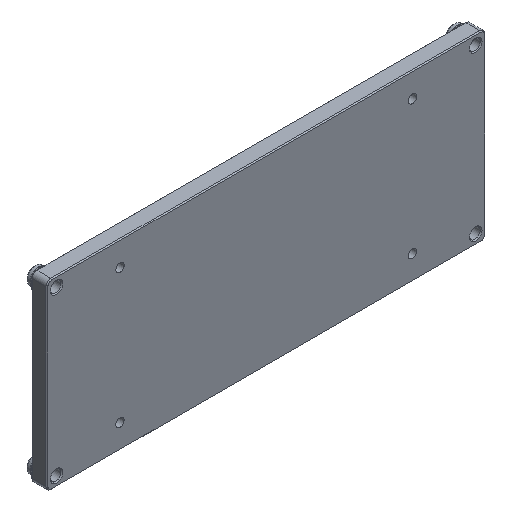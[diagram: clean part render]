
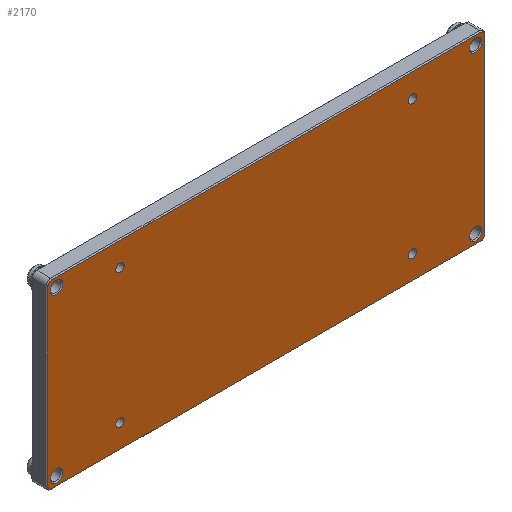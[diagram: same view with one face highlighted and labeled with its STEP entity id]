
A CAD part, isometric view. The second image highlights one B-rep face of the part: STEP entity #2170.
In plain terms, the highlighted planar face has unit normal (0, -1, 0).
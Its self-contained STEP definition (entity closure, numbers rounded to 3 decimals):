
#225=FACE_BOUND('',#415,.T.);
#226=FACE_BOUND('',#416,.T.);
#227=FACE_BOUND('',#417,.T.);
#228=FACE_BOUND('',#418,.T.);
#229=FACE_BOUND('',#419,.T.);
#230=FACE_BOUND('',#420,.T.);
#231=FACE_BOUND('',#421,.T.);
#232=FACE_BOUND('',#422,.T.);
#249=PLANE('',#2334);
#276=FACE_OUTER_BOUND('',#414,.T.);
#414=EDGE_LOOP('',(#1478,#1479,#1480,#1481,#1482,#1483,#1484,#1485));
#415=EDGE_LOOP('',(#1486));
#416=EDGE_LOOP('',(#1487));
#417=EDGE_LOOP('',(#1488));
#418=EDGE_LOOP('',(#1489));
#419=EDGE_LOOP('',(#1490));
#420=EDGE_LOOP('',(#1491));
#421=EDGE_LOOP('',(#1492));
#422=EDGE_LOOP('',(#1493));
#576=LINE('',#3016,#696);
#577=LINE('',#3020,#697);
#578=LINE('',#3024,#698);
#579=LINE('',#3028,#699);
#696=VECTOR('',#2527,10.);
#697=VECTOR('',#2530,10.);
#698=VECTOR('',#2533,10.);
#699=VECTOR('',#2536,10.);
#815=CIRCLE('',#2331,2.55);
#818=CIRCLE('',#2335,1.6);
#819=CIRCLE('',#2336,1.6);
#820=CIRCLE('',#2337,1.6);
#821=CIRCLE('',#2338,1.6);
#822=CIRCLE('',#2339,2.55);
#823=CIRCLE('',#2340,2.55);
#824=CIRCLE('',#2341,1.7);
#825=CIRCLE('',#2342,1.7);
#826=CIRCLE('',#2343,1.7);
#827=CIRCLE('',#2344,1.7);
#828=CIRCLE('',#2345,2.55);
#921=VERTEX_POINT('',#3006);
#924=VERTEX_POINT('',#3014);
#925=VERTEX_POINT('',#3015);
#926=VERTEX_POINT('',#3017);
#927=VERTEX_POINT('',#3019);
#928=VERTEX_POINT('',#3021);
#929=VERTEX_POINT('',#3023);
#930=VERTEX_POINT('',#3025);
#931=VERTEX_POINT('',#3027);
#932=VERTEX_POINT('',#3030);
#933=VERTEX_POINT('',#3032);
#934=VERTEX_POINT('',#3034);
#935=VERTEX_POINT('',#3036);
#936=VERTEX_POINT('',#3038);
#937=VERTEX_POINT('',#3040);
#938=VERTEX_POINT('',#3042);
#1133=EDGE_CURVE('',#921,#921,#815,.T.);
#1137=EDGE_CURVE('',#924,#925,#576,.T.);
#1138=EDGE_CURVE('',#926,#924,#818,.T.);
#1139=EDGE_CURVE('',#927,#926,#577,.T.);
#1140=EDGE_CURVE('',#928,#927,#819,.T.);
#1141=EDGE_CURVE('',#929,#928,#578,.T.);
#1142=EDGE_CURVE('',#930,#929,#820,.T.);
#1143=EDGE_CURVE('',#931,#930,#579,.T.);
#1144=EDGE_CURVE('',#925,#931,#821,.T.);
#1145=EDGE_CURVE('',#932,#932,#822,.T.);
#1146=EDGE_CURVE('',#933,#933,#823,.T.);
#1147=EDGE_CURVE('',#934,#934,#824,.T.);
#1148=EDGE_CURVE('',#935,#935,#825,.T.);
#1149=EDGE_CURVE('',#936,#936,#826,.T.);
#1150=EDGE_CURVE('',#937,#937,#827,.T.);
#1151=EDGE_CURVE('',#938,#938,#828,.T.);
#1478=ORIENTED_EDGE('',*,*,#1137,.F.);
#1479=ORIENTED_EDGE('',*,*,#1138,.F.);
#1480=ORIENTED_EDGE('',*,*,#1139,.F.);
#1481=ORIENTED_EDGE('',*,*,#1140,.F.);
#1482=ORIENTED_EDGE('',*,*,#1141,.F.);
#1483=ORIENTED_EDGE('',*,*,#1142,.F.);
#1484=ORIENTED_EDGE('',*,*,#1143,.F.);
#1485=ORIENTED_EDGE('',*,*,#1144,.F.);
#1486=ORIENTED_EDGE('',*,*,#1145,.F.);
#1487=ORIENTED_EDGE('',*,*,#1146,.F.);
#1488=ORIENTED_EDGE('',*,*,#1147,.T.);
#1489=ORIENTED_EDGE('',*,*,#1148,.T.);
#1490=ORIENTED_EDGE('',*,*,#1149,.T.);
#1491=ORIENTED_EDGE('',*,*,#1150,.T.);
#1492=ORIENTED_EDGE('',*,*,#1151,.F.);
#1493=ORIENTED_EDGE('',*,*,#1133,.F.);
#2170=ADVANCED_FACE('',(#276,#225,#226,#227,#228,#229,#230,#231,#232),#249,
 .F.);
#2331=AXIS2_PLACEMENT_3D('',#3007,#2518,#2519);
#2334=AXIS2_PLACEMENT_3D('',#3013,#2525,#2526);
#2335=AXIS2_PLACEMENT_3D('',#3018,#2528,#2529);
#2336=AXIS2_PLACEMENT_3D('',#3022,#2531,#2532);
#2337=AXIS2_PLACEMENT_3D('',#3026,#2534,#2535);
#2338=AXIS2_PLACEMENT_3D('',#3029,#2537,#2538);
#2339=AXIS2_PLACEMENT_3D('',#3031,#2539,#2540);
#2340=AXIS2_PLACEMENT_3D('',#3033,#2541,#2542);
#2341=AXIS2_PLACEMENT_3D('',#3035,#2543,#2544);
#2342=AXIS2_PLACEMENT_3D('',#3037,#2545,#2546);
#2343=AXIS2_PLACEMENT_3D('',#3039,#2547,#2548);
#2344=AXIS2_PLACEMENT_3D('',#3041,#2549,#2550);
#2345=AXIS2_PLACEMENT_3D('',#3043,#2551,#2552);
#2518=DIRECTION('center_axis',(0.,-1.,0.));
#2519=DIRECTION('ref_axis',(1.,0.,0.));
#2525=DIRECTION('center_axis',(0.,1.,0.));
#2526=DIRECTION('ref_axis',(0.,0.,1.));
#2527=DIRECTION('',(1.,0.,0.));
#2528=DIRECTION('center_axis',(0.,1.,0.));
#2529=DIRECTION('ref_axis',(-0.707,0.,0.707));
#2530=DIRECTION('',(0.,0.,1.));
#2531=DIRECTION('center_axis',(0.,1.,0.));
#2532=DIRECTION('ref_axis',(-0.707,0.,-0.707));
#2533=DIRECTION('',(-1.,0.,0.));
#2534=DIRECTION('center_axis',(0.,1.,0.));
#2535=DIRECTION('ref_axis',(0.707,0.,-0.707));
#2536=DIRECTION('',(0.,0.,-1.));
#2537=DIRECTION('center_axis',(0.,1.,0.));
#2538=DIRECTION('ref_axis',(0.707,0.,0.707));
#2539=DIRECTION('center_axis',(0.,-1.,0.));
#2540=DIRECTION('ref_axis',(1.,0.,0.));
#2541=DIRECTION('center_axis',(0.,-1.,0.));
#2542=DIRECTION('ref_axis',(1.,0.,0.));
#2543=DIRECTION('center_axis',(0.,1.,0.));
#2544=DIRECTION('ref_axis',(1.,0.,0.));
#2545=DIRECTION('center_axis',(0.,1.,0.));
#2546=DIRECTION('ref_axis',(1.,0.,0.));
#2547=DIRECTION('center_axis',(0.,1.,0.));
#2548=DIRECTION('ref_axis',(1.,0.,0.));
#2549=DIRECTION('center_axis',(0.,1.,0.));
#2550=DIRECTION('ref_axis',(1.,0.,0.));
#2551=DIRECTION('center_axis',(0.,-1.,0.));
#2552=DIRECTION('ref_axis',(1.,0.,0.));
#3006=CARTESIAN_POINT('',(-92.55,0.,-33.5));
#3007=CARTESIAN_POINT('Origin',(-90.,0.,-33.5));
#3013=CARTESIAN_POINT('Origin',(-4.,0.,0.));
#3014=CARTESIAN_POINT('',(-92.,0.,37.1));
#3015=CARTESIAN_POINT('',(84.,0.,37.1));
#3016=CARTESIAN_POINT('',(-49.,0.,37.1));
#3017=CARTESIAN_POINT('',(-93.6,0.,35.5));
#3018=CARTESIAN_POINT('Origin',(-92.,0.,35.5));
#3019=CARTESIAN_POINT('',(-93.6,0.,-35.5));
#3020=CARTESIAN_POINT('',(-93.6,0.,-18.75));
#3021=CARTESIAN_POINT('',(-92.,0.,-37.1));
#3022=CARTESIAN_POINT('Origin',(-92.,0.,-35.5));
#3023=CARTESIAN_POINT('',(84.,0.,-37.1));
#3024=CARTESIAN_POINT('',(41.,0.,-37.1));
#3025=CARTESIAN_POINT('',(85.6,0.,-35.5));
#3026=CARTESIAN_POINT('Origin',(84.,0.,-35.5));
#3027=CARTESIAN_POINT('',(85.6,0.,35.5));
#3028=CARTESIAN_POINT('',(85.6,0.,18.75));
#3029=CARTESIAN_POINT('Origin',(84.,0.,35.5));
#3030=CARTESIAN_POINT('',(79.45,0.,-33.5));
#3031=CARTESIAN_POINT('Origin',(82.,0.,-33.5));
#3032=CARTESIAN_POINT('',(-92.55,0.,33.5));
#3033=CARTESIAN_POINT('Origin',(-90.,0.,33.5));
#3034=CARTESIAN_POINT('',(-65.7,0.,-27.5));
#3035=CARTESIAN_POINT('Origin',(-64.,0.,-27.5));
#3036=CARTESIAN_POINT('',(-65.7,0.,27.5));
#3037=CARTESIAN_POINT('Origin',(-64.,0.,27.5));
#3038=CARTESIAN_POINT('',(54.3,0.,-27.5));
#3039=CARTESIAN_POINT('Origin',(56.,0.,-27.5));
#3040=CARTESIAN_POINT('',(54.3,0.,27.5));
#3041=CARTESIAN_POINT('Origin',(56.,0.,27.5));
#3042=CARTESIAN_POINT('',(79.45,0.,33.5));
#3043=CARTESIAN_POINT('Origin',(82.,0.,33.5));
